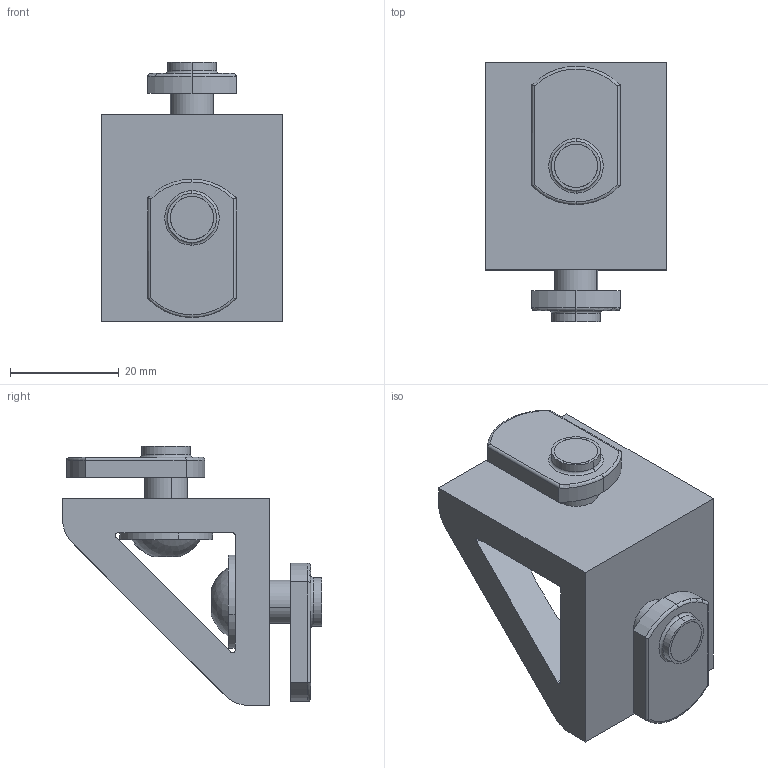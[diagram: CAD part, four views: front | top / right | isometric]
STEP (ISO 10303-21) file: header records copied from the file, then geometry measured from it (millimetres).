
FILE_DESCRIPTION (( 'STEP AP203' ), '1' );
FILE_NAME ('653165.SLDASM.step', '2003-10-13T11:27:49', ( 'Jerry Winters' ), ( 'GoEngineer' ), 'SwSTEP 2.0', 'SolidWorks 2003174', '' );
FILE_SCHEMA (( 'CONFIG_CONTROL_DESIGN' ));
Length unit declared in the file: inch
Products named in the file (5): 653165.SLDASM; Inside Corner Gussets_653165; 651129; 651097; FBHSCS_651134
Assembly tree (5 placements, depth 3):
  653165.SLDASM
    Inside Corner Gussets_653165
    651129  x2
      651097
      FBHSCS_651134
Bounding box: 33.27 x 47.62 x 47.62 mm (x, y, z)
Volume: 24115 mm3; surface area: 12186.7 mm2
Topology: 5 solids, 5 shells, 103 faces, 240 edges, 152 vertices
Faces by surface type: cylinder 48, plane 41, torus 10, sphere 4
Entity records: 2664 total; most frequent: CARTESIAN_POINT 501, DIRECTION 355, ORIENTED_EDGE 330, EDGE_CURVE 165, AXIS2_PLACEMENT_3D 140, VERTEX_POINT 105, EDGE_LOOP 80, LINE 75
